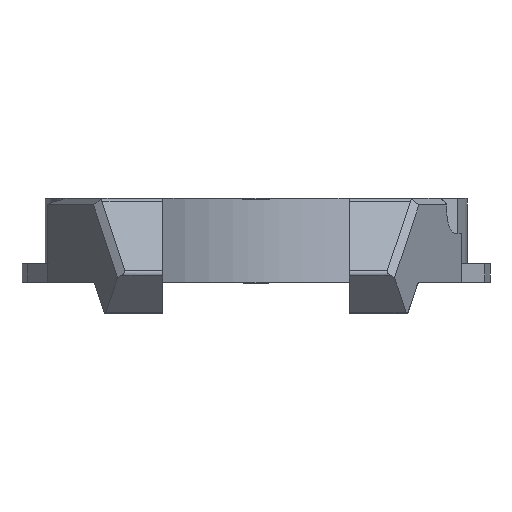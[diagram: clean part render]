
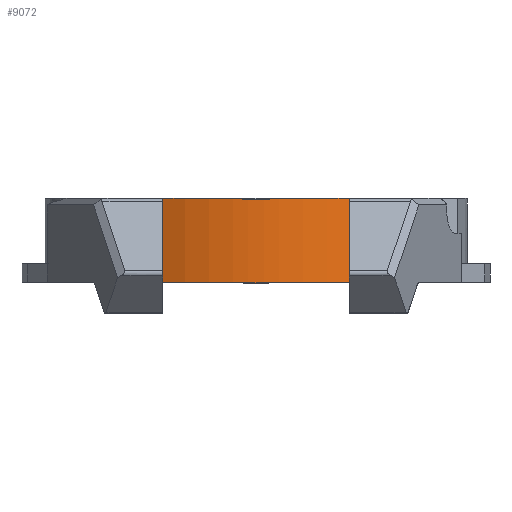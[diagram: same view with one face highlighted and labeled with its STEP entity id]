
A CAD part, front view. The second image highlights one B-rep face of the part: STEP entity #9072.
In plain terms, the highlighted cylindrical face has radius 23.5 mm (diameter 47 mm), a partial arc.
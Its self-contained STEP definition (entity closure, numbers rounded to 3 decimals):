
#99=ELLIPSE('',#9661,33.234,23.5);
#100=ELLIPSE('',#9664,33.234,23.5);
#530=FACE_OUTER_BOUND('',#1024,.T.);
#1024=EDGE_LOOP('',(#6864,#6865,#6866,#6867,#6868,#6869,#6870,#6871));
#1290=CIRCLE('',#9644,23.5);
#1291=CIRCLE('',#9645,23.5);
#1295=CIRCLE('',#9663,23.5);
#1296=CIRCLE('',#9665,23.5);
#2350=LINE('',#21484,#2926);
#2371=LINE('',#21545,#2947);
#2926=VECTOR('',#10878,10.);
#2947=VECTOR('',#10929,10.);
#3883=VERTEX_POINT('',#21481);
#3884=VERTEX_POINT('',#21483);
#3908=VERTEX_POINT('',#21542);
#3909=VERTEX_POINT('',#21544);
#3926=VERTEX_POINT('',#21600);
#3927=VERTEX_POINT('',#21602);
#3940=VERTEX_POINT('',#21643);
#3941=VERTEX_POINT('',#21644);
#5063=EDGE_CURVE('',#3883,#3884,#2350,.T.);
#5093=EDGE_CURVE('',#3909,#3908,#2371,.T.);
#5122=EDGE_CURVE('',#3909,#3926,#1290,.T.);
#5124=EDGE_CURVE('',#3927,#3883,#1291,.T.);
#5143=EDGE_CURVE('',#3940,#3941,#99,.T.);
#5145=EDGE_CURVE('',#3884,#3940,#1295,.T.);
#5146=EDGE_CURVE('',#3926,#3927,#100,.T.);
#5147=EDGE_CURVE('',#3941,#3908,#1296,.T.);
#6864=ORIENTED_EDGE('',*,*,#5145,.F.);
#6865=ORIENTED_EDGE('',*,*,#5063,.F.);
#6866=ORIENTED_EDGE('',*,*,#5124,.F.);
#6867=ORIENTED_EDGE('',*,*,#5146,.F.);
#6868=ORIENTED_EDGE('',*,*,#5122,.F.);
#6869=ORIENTED_EDGE('',*,*,#5093,.T.);
#6870=ORIENTED_EDGE('',*,*,#5147,.F.);
#6871=ORIENTED_EDGE('',*,*,#5143,.F.);
#8706=CYLINDRICAL_SURFACE('',#9662,23.5);
#9072=ADVANCED_FACE('',(#530),#8706,.T.);
#9644=AXIS2_PLACEMENT_3D('',#21601,#10984,#10985);
#9645=AXIS2_PLACEMENT_3D('',#21604,#10987,#10988);
#9661=AXIS2_PLACEMENT_3D('',#21645,#11030,#11031);
#9662=AXIS2_PLACEMENT_3D('',#21647,#11033,#11034);
#9663=AXIS2_PLACEMENT_3D('',#21648,#11035,#11036);
#9664=AXIS2_PLACEMENT_3D('',#21649,#11037,#11038);
#9665=AXIS2_PLACEMENT_3D('',#21650,#11039,#11040);
#10878=DIRECTION('',(0.,0.,-1.));
#10929=DIRECTION('',(0.,0.,-1.));
#10984=DIRECTION('center_axis',(0.,0.,1.));
#10985=DIRECTION('ref_axis',(-1.,0.,0.));
#10987=DIRECTION('center_axis',(0.,0.,1.));
#10988=DIRECTION('ref_axis',(-1.,0.,0.));
#11030=DIRECTION('center_axis',(0.,0.707,-0.707));
#11031=DIRECTION('ref_axis',(0.,0.707,0.707));
#11033=DIRECTION('center_axis',(0.,0.,-1.));
#11034=DIRECTION('ref_axis',(-1.,0.,0.));
#11035=DIRECTION('center_axis',(0.,0.,-1.));
#11036=DIRECTION('ref_axis',(-1.,0.,0.));
#11037=DIRECTION('center_axis',(0.,-0.707,0.707));
#11038=DIRECTION('ref_axis',(0.,0.707,0.707));
#11039=DIRECTION('center_axis',(0.,0.,-1.));
#11040=DIRECTION('ref_axis',(-1.,0.,0.));
#21481=CARTESIAN_POINT('',(10.,-21.266,-0.014));
#21483=CARTESIAN_POINT('',(10.,-21.266,-9.014));
#21484=CARTESIAN_POINT('',(10.,-21.266,-0.014));
#21542=CARTESIAN_POINT('',(-10.,-21.265,-9.014));
#21544=CARTESIAN_POINT('',(-10.,-21.265,-0.014));
#21545=CARTESIAN_POINT('',(-10.,-21.265,-0.014));
#21600=CARTESIAN_POINT('',(-2.496,-23.366,-0.014));
#21601=CARTESIAN_POINT('Origin',(0.001,0.001,
-0.014));
#21602=CARTESIAN_POINT('',(2.497,-23.366,-0.014));
#21604=CARTESIAN_POINT('Origin',(0.001,0.001,
-0.014));
#21643=CARTESIAN_POINT('',(2.497,-23.366,-9.014));
#21644=CARTESIAN_POINT('',(-2.496,-23.366,-9.014));
#21645=CARTESIAN_POINT('Origin',(0.001,0.001,
14.353));
#21647=CARTESIAN_POINT('Origin',(0.001,0.001,
-0.014));
#21648=CARTESIAN_POINT('Origin',(0.001,0.001,
-9.014));
#21649=CARTESIAN_POINT('Origin',(0.001,0.001,
23.353));
#21650=CARTESIAN_POINT('Origin',(0.001,0.001,
-9.014));
